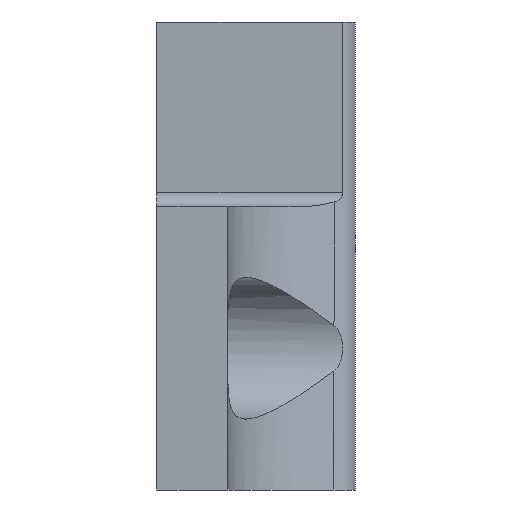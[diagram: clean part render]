
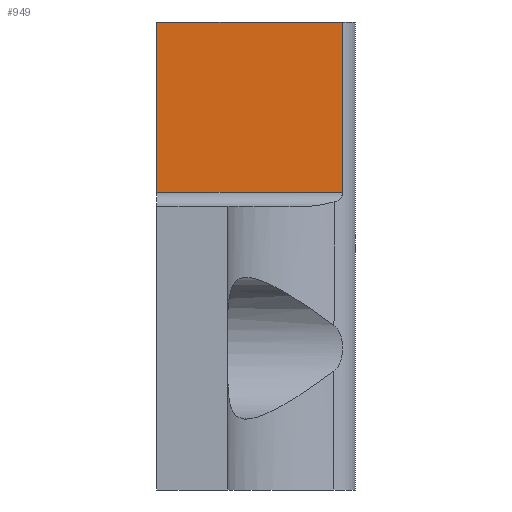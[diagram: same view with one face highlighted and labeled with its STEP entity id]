
A CAD part, front view. The second image highlights one B-rep face of the part: STEP entity #949.
In plain terms, the highlighted planar face has unit normal (0, -1, 0).
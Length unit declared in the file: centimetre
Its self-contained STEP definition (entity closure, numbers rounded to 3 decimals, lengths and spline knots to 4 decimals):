
#101=LINE($,#1626,#177);
#102=LINE($,#1646,#178);
#104=LINE($,#1658,#180);
#105=LINE($,#1659,#181);
#177=VECTOR($,#1216,1.3102);
#178=VECTOR($,#1223,1.3102);
#180=VECTOR($,#1229,1.2);
#181=VECTOR($,#1230,1.2);
#226=PLANE($,#1033);
#287=FACE_OUTER_BOUND($,#353,.T.);
#353=EDGE_LOOP($,(#798,#799,#800,#801));
#470=VERTEX_POINT($,#1616);
#474=VERTEX_POINT($,#1624);
#476=VERTEX_POINT($,#1631);
#478=VERTEX_POINT($,#1645);
#588=EDGE_CURVE($,#474,#470,#101,.T.);
#591=EDGE_CURVE($,#476,#478,#102,.T.);
#595=EDGE_CURVE($,#470,#476,#104,.T.);
#596=EDGE_CURVE($,#478,#474,#105,.T.);
#798=ORIENTED_EDGE($,*,*,#591,.F.);
#799=ORIENTED_EDGE($,*,*,#595,.F.);
#800=ORIENTED_EDGE($,*,*,#588,.F.);
#801=ORIENTED_EDGE($,*,*,#596,.F.);
#949=ADVANCED_FACE($,(#287),#226,.T.);
#1033=AXIS2_PLACEMENT_3D($,#1657,#1227,#1228);
#1216=DIRECTION($,(1.,0.,0.));
#1223=DIRECTION($,(-1.,0.,0.));
#1227=DIRECTION('center_axis',(0.,-1.,0.));
#1228=DIRECTION('ref_axis',(1.,0.,0.));
#1229=DIRECTION($,(0.,0.,-1.));
#1230=DIRECTION($,(0.,0.,1.));
#1616=CARTESIAN_POINT('',(-17.7241,10.9838,3.3));
#1624=CARTESIAN_POINT('',(-19.0343,10.9838,3.3));
#1626=CARTESIAN_POINT($,(-17.6343,10.9838,3.3));
#1631=CARTESIAN_POINT('',(-17.7241,10.9838,2.1));
#1645=CARTESIAN_POINT('',(-19.0343,10.9838,2.1));
#1646=CARTESIAN_POINT($,(-18.5843,10.9838,2.1));
#1657=CARTESIAN_POINT('Origin',(-19.0343,10.9838,2.));
#1658=CARTESIAN_POINT($,(-17.7241,10.9838,2.));
#1659=CARTESIAN_POINT($,(-19.0343,10.9838,2.));
